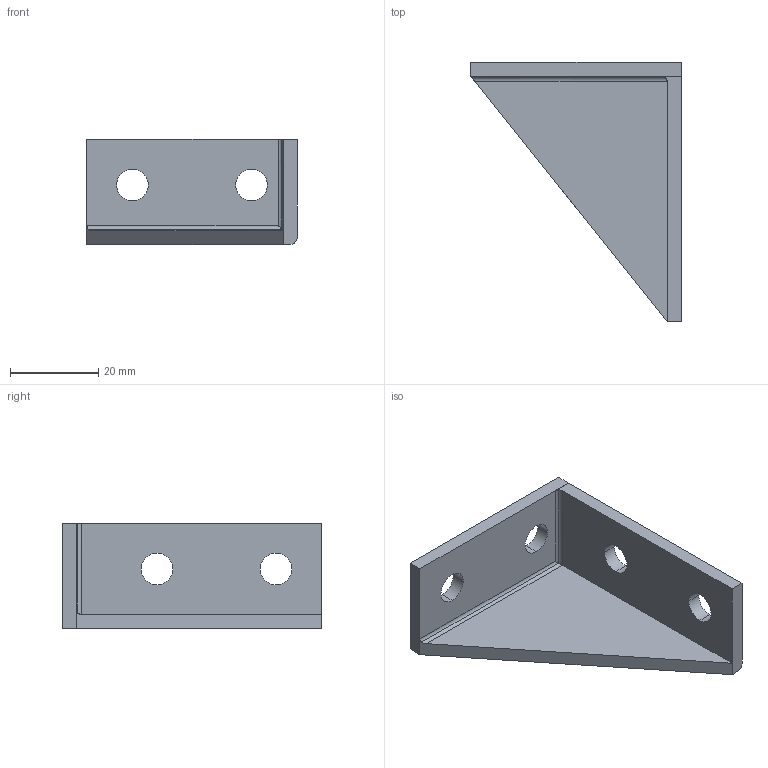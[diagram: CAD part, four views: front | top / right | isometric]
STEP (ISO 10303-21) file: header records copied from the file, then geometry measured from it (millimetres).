
FILE_DESCRIPTION(('TurboCAD Mac Pro'),'Build 980');
FILE_NAME('P6332.stp',' ',(''),(''),'ACIS Interop','IMSI','TurboCAD Mac Pro BY IMSI, INCORPORATED');
FILE_SCHEMA(('automotive_design'));
Length unit declared in the file: inch
Products named in the file (1): 1
Bounding box: 47.63 x 58.74 x 23.81 mm (x, y, z)
Volume: 11197 mm3; surface area: 8334.8 mm2
Topology: 1 solids, 1 shells, 34 faces, 95 edges, 63 vertices
Faces by surface type: bspline 16, plane 12, cylinder 6
Entity records: 1491 total; most frequent: CARTESIAN_POINT 401, ORIENTED_EDGE 190, DIRECTION 113, EDGE_CURVE 95, VERTEX_POINT 63, LINE 51, VECTOR 51, EDGE_LOOP 42
